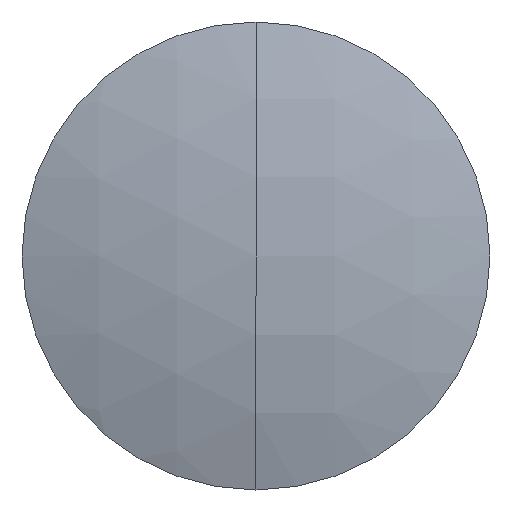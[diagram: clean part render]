
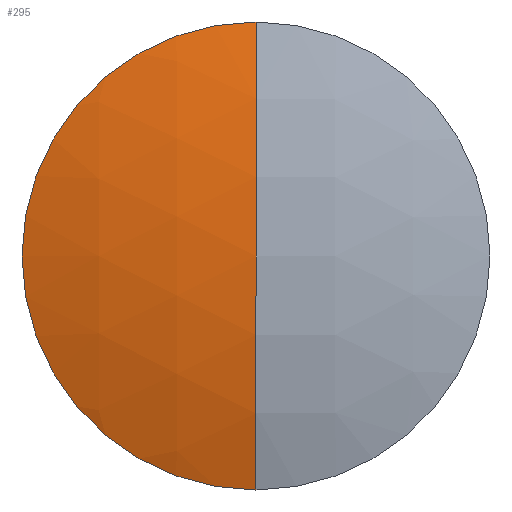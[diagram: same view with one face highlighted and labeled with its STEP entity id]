
A CAD part, left-side view. The second image highlights one B-rep face of the part: STEP entity #295.
In plain terms, the highlighted spherical face has radius 16.222 mm.
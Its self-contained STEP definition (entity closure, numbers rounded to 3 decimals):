
#5 = CARTESIAN_POINT ( 'NONE',  ( 2.605, 0., 5. ) ) ;
#13 = CIRCLE ( 'NONE', #267, 16.222 ) ;
#21 = SPHERICAL_SURFACE ( 'NONE', #198, 16.222 ) ;
#22 = CIRCLE ( 'NONE', #72, 16.222 ) ;
#25 = CARTESIAN_POINT ( 'NONE',  ( 1.816, 0., 0. ) ) ;
#26 = CARTESIAN_POINT ( 'NONE',  ( 2.605, 0., 0. ) ) ;
#30 = ORIENTED_EDGE ( 'NONE', *, *, #55, .T. ) ;
#47 = FACE_OUTER_BOUND ( 'NONE', #67, .T. ) ;
#50 = DIRECTION ( 'NONE',  ( 0., 0., 1. ) ) ;
#55 = EDGE_CURVE ( 'NONE', #59, #318, #337, .T. ) ;
#59 = VERTEX_POINT ( 'NONE', #5 ) ;
#61 = ORIENTED_EDGE ( 'NONE', *, *, #291, .T. ) ;
#67 = EDGE_LOOP ( 'NONE', ( #30, #61, #327 ) ) ;
#72 = AXIS2_PLACEMENT_3D ( 'NONE', #76, #163, #290 ) ;
#76 = CARTESIAN_POINT ( 'NONE',  ( 18.038, 0., 0. ) ) ;
#100 = DIRECTION ( 'NONE',  ( 0., 1., 0. ) ) ;
#120 = DIRECTION ( 'NONE',  ( 0., 1., 0. ) ) ;
#156 = CARTESIAN_POINT ( 'NONE',  ( 18.038, 0., 0. ) ) ;
#163 = DIRECTION ( 'NONE',  ( 0., -1., 0. ) ) ;
#182 = CARTESIAN_POINT ( 'NONE',  ( 2.605, 0., -5. ) ) ;
#190 = DIRECTION ( 'NONE',  ( -1., 0., 0. ) ) ;
#198 = AXIS2_PLACEMENT_3D ( 'NONE', #300, #120, #216 ) ;
#216 = DIRECTION ( 'NONE',  ( 0., 0., 1. ) ) ;
#224 = AXIS2_PLACEMENT_3D ( 'NONE', #26, #190, #282 ) ;
#259 = VERTEX_POINT ( 'NONE', #25 ) ;
#267 = AXIS2_PLACEMENT_3D ( 'NONE', #156, #100, #50 ) ;
#282 = DIRECTION ( 'NONE',  ( 0., 0., 1. ) ) ;
#287 = EDGE_CURVE ( 'NONE', #59, #259, #22, .T. ) ;
#290 = DIRECTION ( 'NONE',  ( 0., 0., -1. ) ) ;
#291 = EDGE_CURVE ( 'NONE', #318, #259, #13, .T. ) ;
#295 = ADVANCED_FACE ( 'NONE', ( #47 ), #21, .T. ) ;
#300 = CARTESIAN_POINT ( 'NONE',  ( 18.038, 0., 0. ) ) ;
#318 = VERTEX_POINT ( 'NONE', #182 ) ;
#327 = ORIENTED_EDGE ( 'NONE', *, *, #287, .F. ) ;
#337 = CIRCLE ( 'NONE', #224, 5. ) ;
